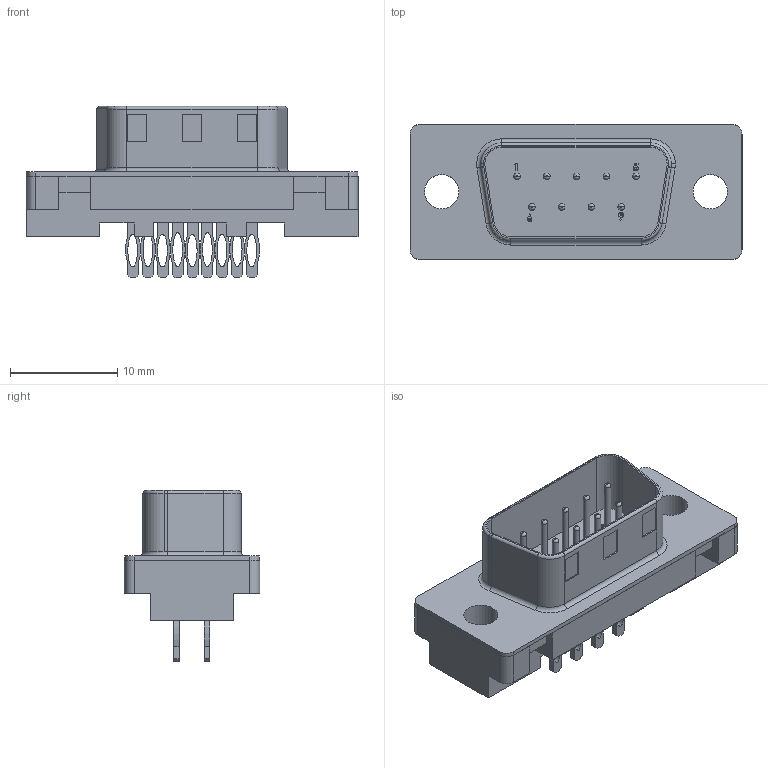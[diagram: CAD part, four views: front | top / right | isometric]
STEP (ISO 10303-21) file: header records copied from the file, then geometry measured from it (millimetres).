
FILE_DESCRIPTION (( 'STEP AP214' ), '1' );
FILE_NAME ('191-009-123.STEP', '2007-08-09T03:42:17', ( 'Tom Plaven' ), ( 'Anapro Tech' ), 'SwSTEP 2.0', 'SolidWorks 2007', '' );
FILE_SCHEMA (( 'AUTOMOTIVE_DESIGN' ));
Length unit declared in the file: inch
Products named in the file (1): 191-009-123
Bounding box: 30.89 x 12.6 x 15.93 mm (x, y, z)
Volume: 1650.8 mm3; surface area: 2294.1 mm2
Topology: 1 solids, 1 shells, 361 faces, 938 edges, 611 vertices
Faces by surface type: plane 225, cylinder 66, bspline 42, torus 28
Entity records: 14955 total; most frequent: CARTESIAN_POINT 3497, ORIENTED_EDGE 1876, DIRECTION 1675, EDGE_CURVE 938, VECTOR 673, LINE 673, VERTEX_POINT 611, AXIS2_PLACEMENT_3D 501
